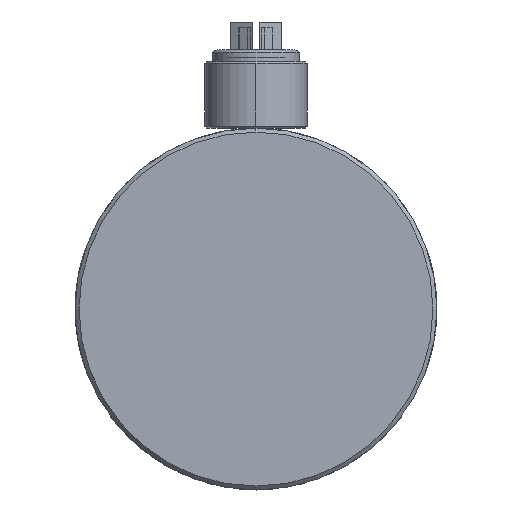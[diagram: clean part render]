
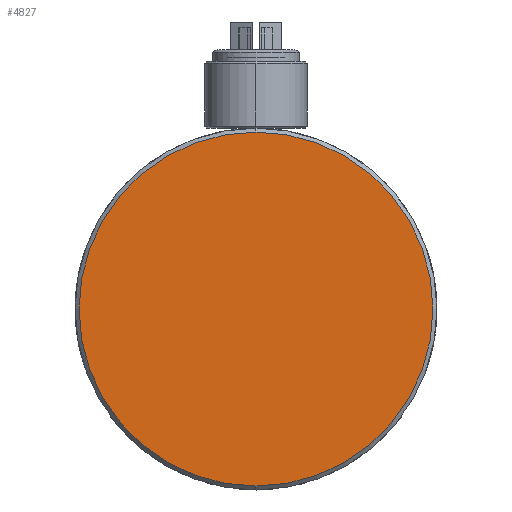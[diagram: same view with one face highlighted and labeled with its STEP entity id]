
A CAD part, left-side view. The second image highlights one B-rep face of the part: STEP entity #4827.
In plain terms, the highlighted planar face has unit normal (-1, 0, 0).
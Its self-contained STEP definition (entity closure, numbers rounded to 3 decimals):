
#456 = AXIS2_PLACEMENT_3D ( 'NONE', #4576, #848, #3956 ) ;
#848 = DIRECTION ( 'NONE',  ( -1., 0., 0. ) ) ;
#1057 = EDGE_CURVE ( 'NONE', #2470, #5806, #2057, .T. ) ;
#1278 = FACE_OUTER_BOUND ( 'NONE', #1712, .T. ) ;
#1712 = EDGE_LOOP ( 'NONE', ( #3015, #4499 ) ) ;
#2057 = CIRCLE ( 'NONE', #456, 45. ) ;
#2470 = VERTEX_POINT ( 'NONE', #2767 ) ;
#2767 = CARTESIAN_POINT ( 'NONE',  ( -58., 0., -45. ) ) ;
#2788 = CARTESIAN_POINT ( 'NONE',  ( -58., 0., 45. ) ) ;
#3015 = ORIENTED_EDGE ( 'NONE', *, *, #1057, .T. ) ;
#3101 = AXIS2_PLACEMENT_3D ( 'NONE', #4596, #6005, #7730 ) ;
#3113 = DIRECTION ( 'NONE',  ( -1., 0., 0. ) ) ;
#3956 = DIRECTION ( 'NONE',  ( 0., 0., 1. ) ) ;
#4499 = ORIENTED_EDGE ( 'NONE', *, *, #7538, .T. ) ;
#4576 = CARTESIAN_POINT ( 'NONE',  ( -58., 0., 0. ) ) ;
#4596 = CARTESIAN_POINT ( 'NONE',  ( -58., 0., 0. ) ) ;
#4827 = ADVANCED_FACE ( 'NONE', ( #1278 ), #6941, .T. ) ;
#5598 = DIRECTION ( 'NONE',  ( 0., 0., 1. ) ) ;
#5686 = CARTESIAN_POINT ( 'NONE',  ( -58., 0., 45. ) ) ;
#5806 = VERTEX_POINT ( 'NONE', #2788 ) ;
#6005 = DIRECTION ( 'NONE',  ( -1., 0., 0. ) ) ;
#6690 = CIRCLE ( 'NONE', #3101, 45. ) ;
#6941 = PLANE ( 'NONE',  #7686 ) ;
#7538 = EDGE_CURVE ( 'NONE', #5806, #2470, #6690, .T. ) ;
#7686 = AXIS2_PLACEMENT_3D ( 'NONE', #5686, #3113, #5598 ) ;
#7730 = DIRECTION ( 'NONE',  ( 0., 0., 1. ) ) ;
